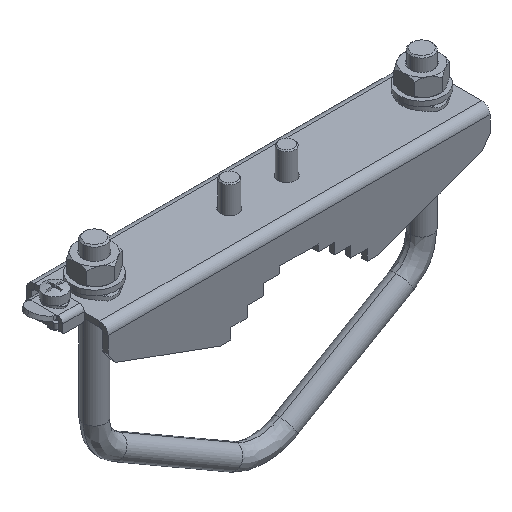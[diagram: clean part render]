
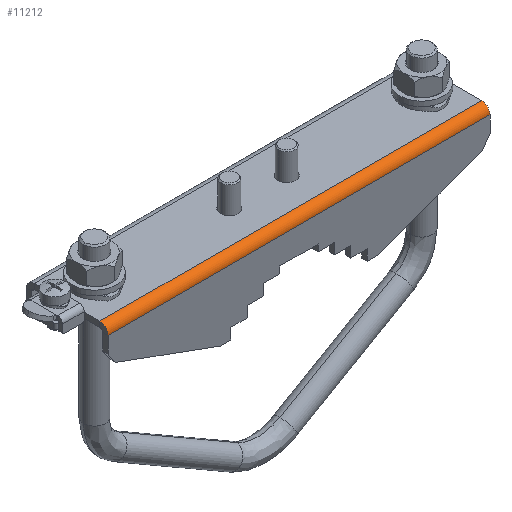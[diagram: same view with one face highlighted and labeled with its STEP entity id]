
A CAD part, isometric view. The second image highlights one B-rep face of the part: STEP entity #11212.
In plain terms, the highlighted cylindrical face has radius 3 mm (diameter 6 mm), a partial arc.
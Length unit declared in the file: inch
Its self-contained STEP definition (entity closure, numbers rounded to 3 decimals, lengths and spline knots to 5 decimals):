
#328 = FACE_OUTER_BOUND ( 'NONE', #10238, .T. ) ;
#782 = VERTEX_POINT ( 'NONE', #6367 ) ;
#970 = CARTESIAN_POINT ( 'NONE',  ( 2.76488, -0.59055, 1.66732 ) ) ;
#1219 = VECTOR ( 'NONE', #8764, 39.37008 ) ;
#1368 = DIRECTION ( 'NONE',  ( 0., 0., 1. ) ) ;
#2639 = EDGE_CURVE ( 'NONE', #4874, #4932, #5008, .T. ) ;
#2739 = LINE ( 'NONE', #3662, #5035 ) ;
#2962 = DIRECTION ( 'NONE',  ( -1., 0., 0. ) ) ;
#3245 = ORIENTED_EDGE ( 'NONE', *, *, #2639, .T. ) ;
#3248 = CIRCLE ( 'NONE', #3443, 0.11811 ) ;
#3443 = AXIS2_PLACEMENT_3D ( 'NONE', #7551, #4947, #6690 ) ;
#3574 = EDGE_CURVE ( 'NONE', #4874, #782, #2739, .T. ) ;
#3662 = CARTESIAN_POINT ( 'NONE',  ( 3.30709, -0.47244, 1.78543 ) ) ;
#4209 = VERTEX_POINT ( 'NONE', #5755 ) ;
#4576 = CARTESIAN_POINT ( 'NONE',  ( -2.75591, -0.47244, 1.66732 ) ) ;
#4693 = DIRECTION ( 'NONE',  ( 0., 0., 1. ) ) ;
#4874 = VERTEX_POINT ( 'NONE', #5956 ) ;
#4909 = DIRECTION ( 'NONE',  ( 1., 0., 0. ) ) ;
#4932 = VERTEX_POINT ( 'NONE', #9601 ) ;
#4947 = DIRECTION ( 'NONE',  ( -1., 0., 0. ) ) ;
#5008 = CIRCLE ( 'NONE', #7792, 0.11811 ) ;
#5035 = VECTOR ( 'NONE', #10429, 39.37008 ) ;
#5724 = AXIS2_PLACEMENT_3D ( 'NONE', #10877, #2962, #1368 ) ;
#5755 = CARTESIAN_POINT ( 'NONE',  ( 2.75591, -0.59055, 1.66732 ) ) ;
#5956 = CARTESIAN_POINT ( 'NONE',  ( -2.75591, -0.47244, 1.78543 ) ) ;
#6367 = CARTESIAN_POINT ( 'NONE',  ( 2.75591, -0.47244, 1.78543 ) ) ;
#6620 = EDGE_CURVE ( 'NONE', #4932, #4209, #7082, .T. ) ;
#6690 = DIRECTION ( 'NONE',  ( 0., 0., 1. ) ) ;
#7082 = LINE ( 'NONE', #970, #1219 ) ;
#7354 = CYLINDRICAL_SURFACE ( 'NONE', #5724, 0.11811 ) ;
#7551 = CARTESIAN_POINT ( 'NONE',  ( 2.75591, -0.47244, 1.66732 ) ) ;
#7792 = AXIS2_PLACEMENT_3D ( 'NONE', #4576, #4909, #4693 ) ;
#8316 = ORIENTED_EDGE ( 'NONE', *, *, #8722, .T. ) ;
#8722 = EDGE_CURVE ( 'NONE', #4209, #782, #3248, .T. ) ;
#8764 = DIRECTION ( 'NONE',  ( 1., 0., 0. ) ) ;
#9601 = CARTESIAN_POINT ( 'NONE',  ( -2.75591, -0.59055, 1.66732 ) ) ;
#9967 = ORIENTED_EDGE ( 'NONE', *, *, #3574, .F. ) ;
#10238 = EDGE_LOOP ( 'NONE', ( #3245, #11256, #8316, #9967 ) ) ;
#10429 = DIRECTION ( 'NONE',  ( 1., 0., 0. ) ) ;
#10877 = CARTESIAN_POINT ( 'NONE',  ( 2.76488, -0.47244, 1.66732 ) ) ;
#11212 = ADVANCED_FACE ( 'NONE', ( #328 ), #7354, .T. ) ;
#11256 = ORIENTED_EDGE ( 'NONE', *, *, #6620, .T. ) ;
